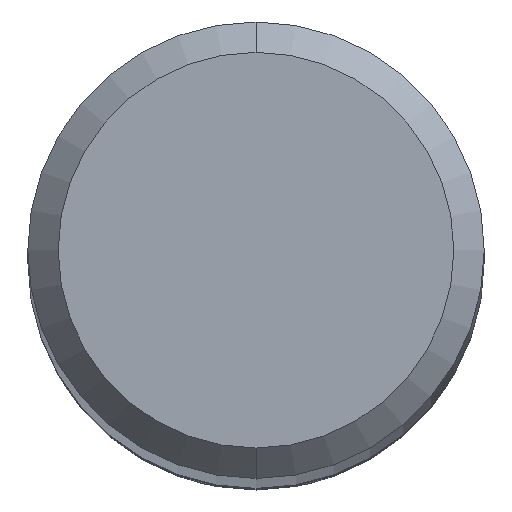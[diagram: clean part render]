
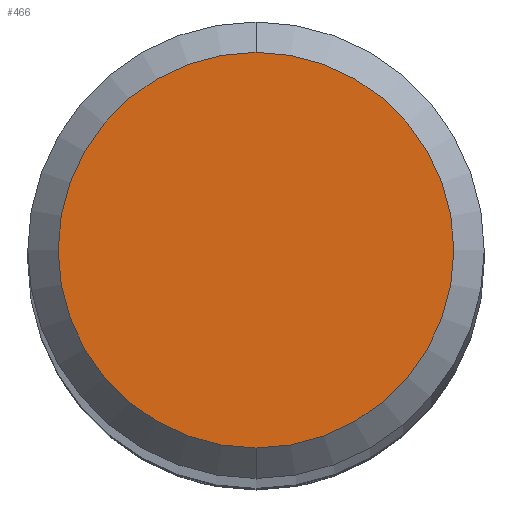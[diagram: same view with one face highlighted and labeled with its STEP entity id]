
A CAD part, top view. The second image highlights one B-rep face of the part: STEP entity #466.
In plain terms, the highlighted planar face has unit normal (0, 0, 1).
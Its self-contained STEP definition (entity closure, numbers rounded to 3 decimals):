
#286=VERTEX_POINT('',#618);
#296=VERTEX_POINT('',#629);
#366=EDGE_CURVE('',#286,#296,#709,.T.);
#462=EDGE_CURVE('',#296,#286,#812,.T.);
#466=ADVANCED_FACE('',(#816),#817,.T.);
#618=CARTESIAN_POINT('',(0.,-2.6,0.0));
#629=CARTESIAN_POINT('',(0.0,2.6,0.0));
#709=CIRCLE('',#1245,2.6);
#812=CIRCLE('',#1456,2.6);
#816=FACE_OUTER_BOUND('',#1461,.T.);
#817=PLANE('',#1462);
#1245=AXIS2_PLACEMENT_3D('',#1737,#1738,#1739);
#1456=AXIS2_PLACEMENT_3D('',#1843,#1844,#1845);
#1461=EDGE_LOOP('',(#1850,#1851));
#1462=AXIS2_PLACEMENT_3D('',#1852,#1853,#1854);
#1737=CARTESIAN_POINT('',(0.0,0.0,0.0));
#1738=DIRECTION('',(0.0,0.0,-1.0));
#1739=DIRECTION('',(0.0,1.0,0.0));
#1843=CARTESIAN_POINT('',(0.0,0.0,0.0));
#1844=DIRECTION('',(0.0,0.0,-1.0));
#1845=DIRECTION('',(0.0,1.0,0.0));
#1850=ORIENTED_EDGE('',*,*,#462,.F.);
#1851=ORIENTED_EDGE('',*,*,#366,.F.);
#1852=CARTESIAN_POINT('',(0.0,1.3,0.0));
#1853=DIRECTION('',(-0.0,0.0,1.0));
#1854=DIRECTION('',(0.0,-1.0,0.0));
